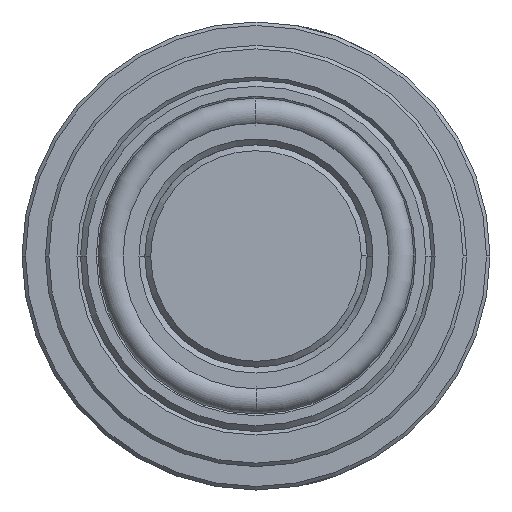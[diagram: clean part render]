
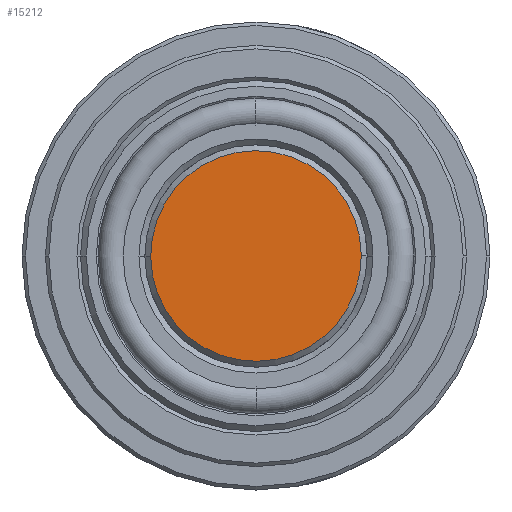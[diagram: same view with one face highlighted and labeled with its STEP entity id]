
A CAD part, front view. The second image highlights one B-rep face of the part: STEP entity #15212.
In plain terms, the highlighted planar face has unit normal (0, -1, 0).
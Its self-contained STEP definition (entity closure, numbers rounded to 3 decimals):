
#1268 = CIRCLE ( 'NONE', #10260, 9. ) ;
#1488 = FACE_OUTER_BOUND ( 'NONE', #5820, .T. ) ;
#2158 = DIRECTION ( 'NONE',  ( 1., 0., 0. ) ) ;
#2288 = DIRECTION ( 'NONE',  ( -1., 0., 0. ) ) ;
#2291 = AXIS2_PLACEMENT_3D ( 'NONE', #13550, #13417, #2288 ) ;
#3650 = ORIENTED_EDGE ( 'NONE', *, *, #15002, .F. ) ;
#4862 = CARTESIAN_POINT ( 'NONE',  ( 3.4, -53., 0. ) ) ;
#5820 = EDGE_LOOP ( 'NONE', ( #3650, #11892 ) ) ;
#5854 = DIRECTION ( 'NONE',  ( 0., -1., 0. ) ) ;
#6991 = EDGE_CURVE ( 'NONE', #9314, #14922, #17005, .T. ) ;
#9314 = VERTEX_POINT ( 'NONE', #4862 ) ;
#9948 = CARTESIAN_POINT ( 'NONE',  ( -5.6, -53., 0. ) ) ;
#10035 = CARTESIAN_POINT ( 'NONE',  ( -5.6, -53., 0. ) ) ;
#10260 = AXIS2_PLACEMENT_3D ( 'NONE', #9948, #14276, #14338 ) ;
#11892 = ORIENTED_EDGE ( 'NONE', *, *, #6991, .F. ) ;
#12493 = CARTESIAN_POINT ( 'NONE',  ( -14.6, -53., 0. ) ) ;
#13417 = DIRECTION ( 'NONE',  ( 0., 1., 0. ) ) ;
#13550 = CARTESIAN_POINT ( 'NONE',  ( -5.6, -53., 0. ) ) ;
#14276 = DIRECTION ( 'NONE',  ( 0., 1., 0. ) ) ;
#14338 = DIRECTION ( 'NONE',  ( -1., 0., 0. ) ) ;
#14660 = AXIS2_PLACEMENT_3D ( 'NONE', #10035, #5854, #2158 ) ;
#14922 = VERTEX_POINT ( 'NONE', #12493 ) ;
#15002 = EDGE_CURVE ( 'NONE', #14922, #9314, #1268, .T. ) ;
#15212 = ADVANCED_FACE ( 'NONE', ( #1488 ), #15590, .T. ) ;
#15590 = PLANE ( 'NONE',  #14660 ) ;
#17005 = CIRCLE ( 'NONE', #2291, 9. ) ;
